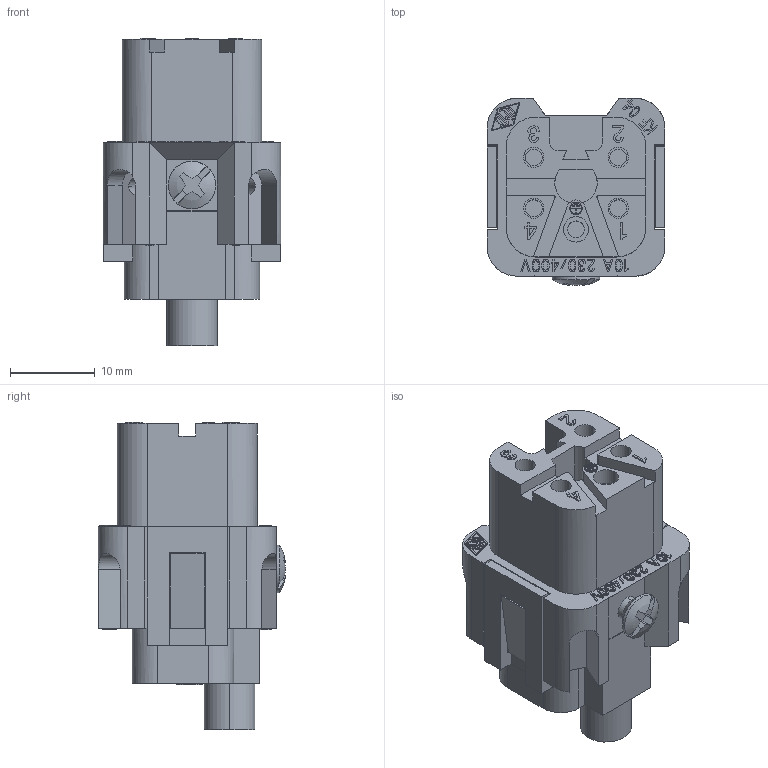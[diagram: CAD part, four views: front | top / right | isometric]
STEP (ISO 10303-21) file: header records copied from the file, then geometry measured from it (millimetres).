
FILE_DESCRIPTION(('Creo Elements/Direct Modeling STEP Export'),'2;1');
FILE_NAME('0lndrr03le7d6dp1280','2014-10-28T14:52:51',(''),(''),'Creo Elements/Direct Modeling STEP processor for AP214 (Solid Model)','Creo Elements/Direct Modeling 18.1F 24-Jul-2014 (C) Parametric Technology GmbH','');
FILE_SCHEMA(('AUTOMOTIVE_DESIGN { 1 0 10303 214 1 1 1 1 }'));
Length unit declared in the file: millimetre
Products named in the file (2): JKF_04
Assembly tree (1 placements, depth 2):
  JKF_04
    JKF_04
Bounding box: 21 x 22.12 x 36.35 mm (x, y, z)
Volume: 7501.2 mm3; surface area: 5844.4 mm2
Topology: 1 solids, 3 shells, 1237 faces, 3456 edges, 2298 vertices
Faces by surface type: plane 1107, cylinder 116, torus 10, cone 2, sphere 2
Entity records: 49654 total; most frequent: CARTESIAN_POINT 8852, ORIENTED_EDGE 6912, DIRECTION 5924, EDGE_CURVE 3456, VECTOR 3122, LINE 3122, VERTEX_POINT 2298, AXIS2_PLACEMENT_3D 1401
